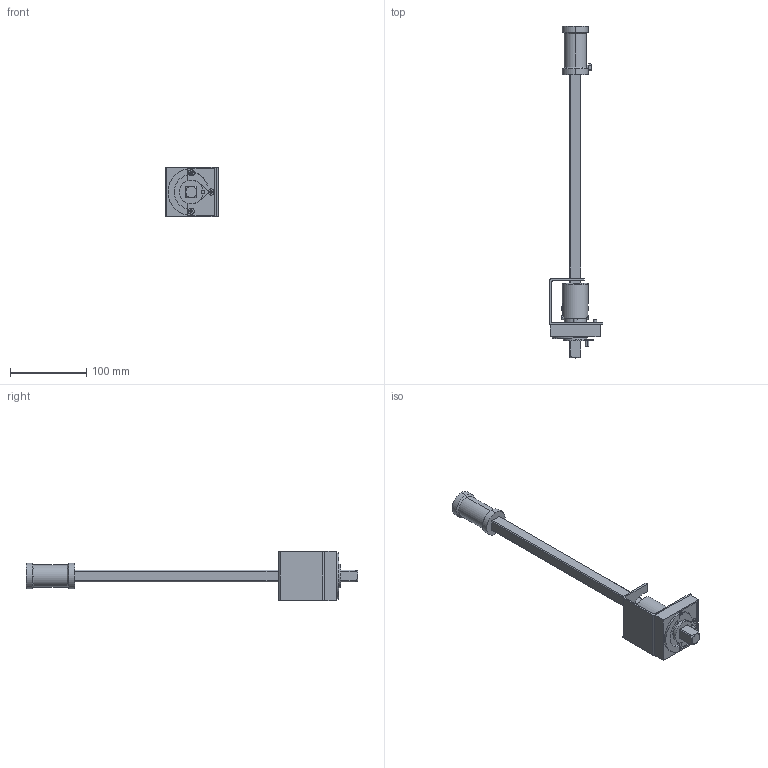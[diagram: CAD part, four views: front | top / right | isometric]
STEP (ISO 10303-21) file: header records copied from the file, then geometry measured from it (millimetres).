
FILE_DESCRIPTION((''),'2;1');
FILE_NAME('NH40-1000-3150_ASM','2021-07-03T',('wangpeng'),(''),'PRO/ENGINEER BY PARAMETRIC TECHNOLOGY CORPORATION, 2009460','PRO/ENGINEER BY PARAMETRIC TECHNOLOGY CORPORATION, 2009460','');
FILE_SCHEMA(('AUTOMOTIVE_DESIGN { 1 0 10303 214 1 1 1 1 }'));
Length unit declared in the file: millimetre
Products named in the file (10): DZNH40-1000-3150; ZBNH40-1000-3150; ZZNH40-1000-3150; LM4; KZNH40-1000-3150; ZNH40-1000-3150; ZTNH40-1000-3150; LSM6; ZSM40-1000-3150; NH40-1000-3150_ASM
Assembly tree (12 placements, depth 2):
  NH40-1000-3150_ASM
    DZNH40-1000-3150
    ZBNH40-1000-3150
    ZZNH40-1000-3150
    LM4  x4
    KZNH40-1000-3150
    ZNH40-1000-3150
    ZTNH40-1000-3150
    LSM6
    ZSM40-1000-3150
Bounding box: 70 x 434.5 x 65 mm (x, y, z)
Volume: 239903.9 mm3; surface area: 88420.1 mm2
Topology: 12 solids, 12 shells, 371 faces, 929 edges, 608 vertices
Faces by surface type: plane 206, cylinder 136, cone 23, extrusion 4, torus 2
Entity records: 10227 total; most frequent: CARTESIAN_POINT 2356, DIRECTION 1507, ORIENTED_EDGE 1486, EDGE_CURVE 743, AXIS2_PLACEMENT_3D 534, VERTEX_POINT 488, VECTOR 439, LINE 435
